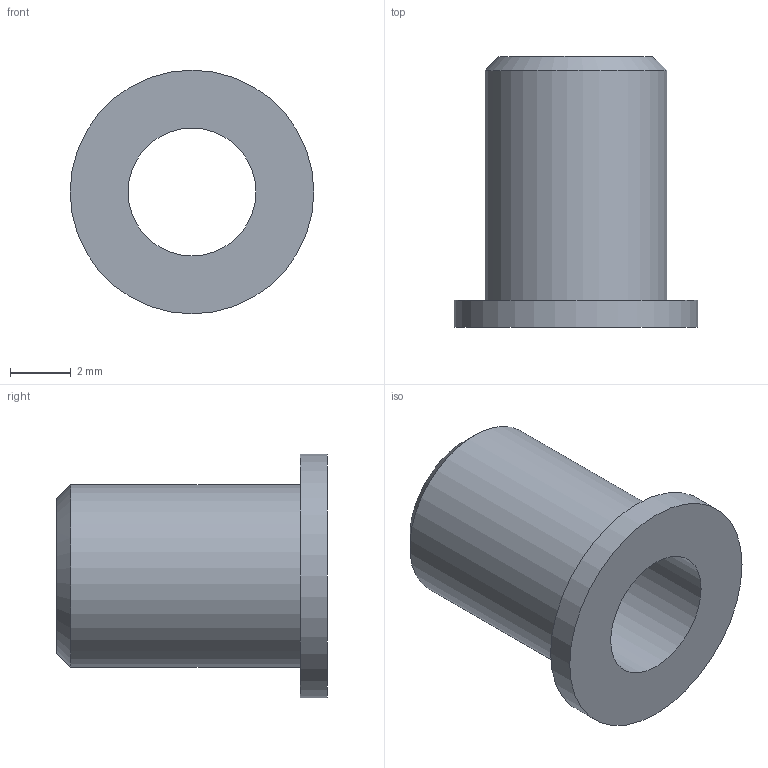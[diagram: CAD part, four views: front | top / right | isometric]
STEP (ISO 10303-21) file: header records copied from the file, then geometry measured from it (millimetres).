
FILE_DESCRIPTION(/* description */ (''),/* implementation_level */ '2;1');
FILE_NAME(/* name */ '_P2012-bushing.ipt.step',/* time_stamp */ '2015-01-02T18:44:41-08:00',/* author */ ('Philip'),/* organization */ (''),/* preprocessor_version */ 'ST-DEVELOPER v15.6',/* originating_system */ 'Autodesk Inventor 2015',/* authorisation */ '');
FILE_SCHEMA (('AUTOMOTIVE_DESIGN { 1 0 10303 214 3 1 1 }'));
Length unit declared in the file: inch
Products named in the file (1): _P2012-bushing
Bounding box: 8 x 8.89 x 8 mm (x, y, z)
Volume: 143.1 mm3; surface area: 367 mm2
Topology: 1 solids, 1 shells, 10 faces, 22 edges, 15 vertices
Faces by surface type: plane 6, cylinder 3, cone 1
Full cylindrical faces by diameter (mm): 4.2 x1, 8.001 x1
Entity records: 307 total; most frequent: CARTESIAN_POINT 56, DIRECTION 46, ORIENTED_EDGE 38, EDGE_CURVE 19, AXIS2_PLACEMENT_3D 18, EDGE_LOOP 15, VERTEX_POINT 14, FACE_OUTER_BOUND 10
